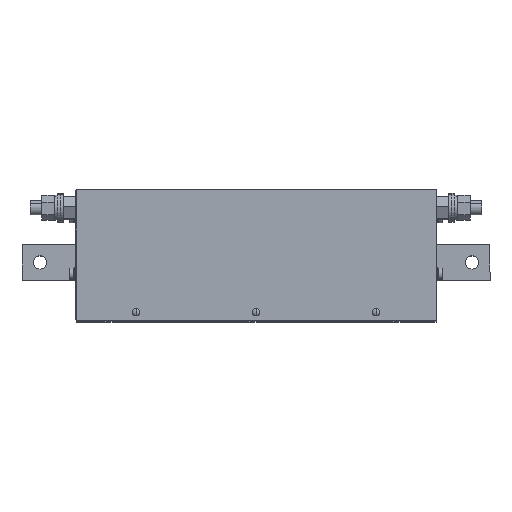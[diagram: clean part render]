
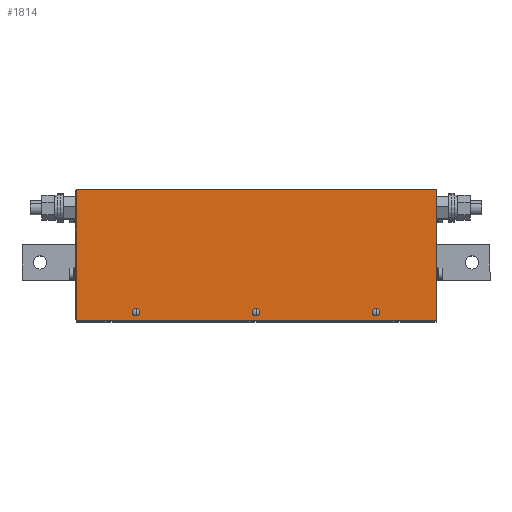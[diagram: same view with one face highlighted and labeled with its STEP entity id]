
A CAD part, top view. The second image highlights one B-rep face of the part: STEP entity #1814.
In plain terms, the highlighted planar face has unit normal (0, 0, 1).
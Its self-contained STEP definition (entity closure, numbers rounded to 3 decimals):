
#30 = CARTESIAN_POINT ( 'NONE',  ( 0., 7., 105. ) ) ;
#95 = FACE_OUTER_BOUND ( 'NONE', #5961, .T. ) ;
#104 = CARTESIAN_POINT ( 'NONE',  ( 103.15, 7., 105. ) ) ;
#116 = CARTESIAN_POINT ( 'NONE',  ( -3.15, 7., 105. ) ) ;
#179 = LINE ( 'NONE', #8594, #1105 ) ;
#387 = CIRCLE ( 'NONE', #1552, 3.15 ) ;
#435 = EDGE_CURVE ( 'NONE', #1338, #3579, #387, .T. ) ;
#439 = LINE ( 'NONE', #1169, #4863 ) ;
#500 = DIRECTION ( 'NONE',  ( 0., 1., 0. ) ) ;
#557 = DIRECTION ( 'NONE',  ( 0., 0., 1. ) ) ;
#638 = AXIS2_PLACEMENT_3D ( 'NONE', #7640, #557, #695 ) ;
#695 = DIRECTION ( 'NONE',  ( 0., 1., 0. ) ) ;
#756 = DIRECTION ( 'NONE',  ( 0., 1., 0. ) ) ;
#820 = PLANE ( 'NONE',  #5529 ) ;
#842 = EDGE_CURVE ( 'NONE', #8608, #3450, #1426, .T. ) ;
#861 = FACE_BOUND ( 'NONE', #3491, .T. ) ;
#904 = FACE_BOUND ( 'NONE', #3812, .T. ) ;
#969 = CIRCLE ( 'NONE', #6087, 3.15 ) ;
#1085 = EDGE_LOOP ( 'NONE', ( #3172, #4690 ) ) ;
#1104 = CARTESIAN_POINT ( 'NONE',  ( 150., 0., 105. ) ) ;
#1105 = VECTOR ( 'NONE', #1470, 1000. ) ;
#1169 = CARTESIAN_POINT ( 'NONE',  ( 150., 0., 105. ) ) ;
#1338 = VERTEX_POINT ( 'NONE', #116 ) ;
#1376 = DIRECTION ( 'NONE',  ( 0., 0., 1. ) ) ;
#1426 = CIRCLE ( 'NONE', #7107, 3.15 ) ;
#1470 = DIRECTION ( 'NONE',  ( 0., -1., 0. ) ) ;
#1552 = AXIS2_PLACEMENT_3D ( 'NONE', #4941, #5496, #9040 ) ;
#1810 = VERTEX_POINT ( 'NONE', #7224 ) ;
#1814 = ADVANCED_FACE ( 'NONE', ( #904, #861, #6363, #95 ), #820, .F. ) ;
#2824 = CIRCLE ( 'NONE', #638, 3.15 ) ;
#2850 = AXIS2_PLACEMENT_3D ( 'NONE', #7630, #1376, #6863 ) ;
#2887 = CARTESIAN_POINT ( 'NONE',  ( 150., 109., 105. ) ) ;
#2916 = DIRECTION ( 'NONE',  ( -1., 0., 0. ) ) ;
#3001 = CIRCLE ( 'NONE', #4303, 3.15 ) ;
#3172 = ORIENTED_EDGE ( 'NONE', *, *, #6684, .F. ) ;
#3362 = LINE ( 'NONE', #8339, #4131 ) ;
#3392 = ORIENTED_EDGE ( 'NONE', *, *, #5423, .F. ) ;
#3450 = VERTEX_POINT ( 'NONE', #6461 ) ;
#3458 = VECTOR ( 'NONE', #2916, 1000. ) ;
#3471 = LINE ( 'NONE', #7753, #3458 ) ;
#3491 = EDGE_LOOP ( 'NONE', ( #6728, #6153 ) ) ;
#3544 = EDGE_CURVE ( 'NONE', #5549, #8821, #439, .T. ) ;
#3579 = VERTEX_POINT ( 'NONE', #4550 ) ;
#3632 = EDGE_CURVE ( 'NONE', #6144, #8821, #3362, .T. ) ;
#3653 = DIRECTION ( 'NONE',  ( 0., 1., 0. ) ) ;
#3812 = EDGE_LOOP ( 'NONE', ( #8732, #6211 ) ) ;
#4111 = EDGE_CURVE ( 'NONE', #1810, #4515, #2824, .T. ) ;
#4131 = VECTOR ( 'NONE', #5559, 1000. ) ;
#4303 = AXIS2_PLACEMENT_3D ( 'NONE', #5223, #7960, #8010 ) ;
#4515 = VERTEX_POINT ( 'NONE', #6939 ) ;
#4534 = ORIENTED_EDGE ( 'NONE', *, *, #3544, .F. ) ;
#4550 = CARTESIAN_POINT ( 'NONE',  ( 3.15, 7., 105. ) ) ;
#4690 = ORIENTED_EDGE ( 'NONE', *, *, #435, .F. ) ;
#4846 = CARTESIAN_POINT ( 'NONE',  ( 100., 7., 105. ) ) ;
#4863 = VECTOR ( 'NONE', #6011, 1000. ) ;
#4941 = CARTESIAN_POINT ( 'NONE',  ( 0., 7., 105. ) ) ;
#5223 = CARTESIAN_POINT ( 'NONE',  ( -100., 7., 105. ) ) ;
#5423 = EDGE_CURVE ( 'NONE', #6974, #5549, #179, .T. ) ;
#5496 = DIRECTION ( 'NONE',  ( 0., 0., 1. ) ) ;
#5523 = EDGE_CURVE ( 'NONE', #4515, #1810, #3001, .T. ) ;
#5529 = AXIS2_PLACEMENT_3D ( 'NONE', #2887, #5806, #3653 ) ;
#5549 = VERTEX_POINT ( 'NONE', #1104 ) ;
#5559 = DIRECTION ( 'NONE',  ( 0., -1., 0. ) ) ;
#5574 = DIRECTION ( 'NONE',  ( 0., 0., 1. ) ) ;
#5719 = EDGE_CURVE ( 'NONE', #3450, #8608, #6795, .T. ) ;
#5806 = DIRECTION ( 'NONE',  ( 0., 0., -1. ) ) ;
#5905 = ORIENTED_EDGE ( 'NONE', *, *, #6591, .T. ) ;
#5961 = EDGE_LOOP ( 'NONE', ( #8261, #4534, #3392, #5905 ) ) ;
#6011 = DIRECTION ( 'NONE',  ( -1., 0., 0. ) ) ;
#6087 = AXIS2_PLACEMENT_3D ( 'NONE', #30, #5574, #756 ) ;
#6144 = VERTEX_POINT ( 'NONE', #7582 ) ;
#6153 = ORIENTED_EDGE ( 'NONE', *, *, #5719, .F. ) ;
#6211 = ORIENTED_EDGE ( 'NONE', *, *, #5523, .F. ) ;
#6363 = FACE_BOUND ( 'NONE', #1085, .T. ) ;
#6461 = CARTESIAN_POINT ( 'NONE',  ( 96.85, 7., 105. ) ) ;
#6591 = EDGE_CURVE ( 'NONE', #6974, #6144, #3471, .T. ) ;
#6684 = EDGE_CURVE ( 'NONE', #3579, #1338, #969, .T. ) ;
#6728 = ORIENTED_EDGE ( 'NONE', *, *, #842, .F. ) ;
#6758 = DIRECTION ( 'NONE',  ( 0., 0., 1. ) ) ;
#6795 = CIRCLE ( 'NONE', #2850, 3.15 ) ;
#6863 = DIRECTION ( 'NONE',  ( 0., 1., 0. ) ) ;
#6939 = CARTESIAN_POINT ( 'NONE',  ( -103.15, 7., 105. ) ) ;
#6974 = VERTEX_POINT ( 'NONE', #8890 ) ;
#7107 = AXIS2_PLACEMENT_3D ( 'NONE', #4846, #6758, #500 ) ;
#7224 = CARTESIAN_POINT ( 'NONE',  ( -96.85, 7., 105. ) ) ;
#7499 = CARTESIAN_POINT ( 'NONE',  ( -150., 0., 105. ) ) ;
#7582 = CARTESIAN_POINT ( 'NONE',  ( -150., 109., 105. ) ) ;
#7630 = CARTESIAN_POINT ( 'NONE',  ( 100., 7., 105. ) ) ;
#7640 = CARTESIAN_POINT ( 'NONE',  ( -100., 7., 105. ) ) ;
#7753 = CARTESIAN_POINT ( 'NONE',  ( 150., 109., 105. ) ) ;
#7960 = DIRECTION ( 'NONE',  ( 0., 0., 1. ) ) ;
#8010 = DIRECTION ( 'NONE',  ( 0., 1., 0. ) ) ;
#8261 = ORIENTED_EDGE ( 'NONE', *, *, #3632, .T. ) ;
#8339 = CARTESIAN_POINT ( 'NONE',  ( -150., 109., 105. ) ) ;
#8594 = CARTESIAN_POINT ( 'NONE',  ( 150., 109., 105. ) ) ;
#8608 = VERTEX_POINT ( 'NONE', #104 ) ;
#8732 = ORIENTED_EDGE ( 'NONE', *, *, #4111, .F. ) ;
#8821 = VERTEX_POINT ( 'NONE', #7499 ) ;
#8890 = CARTESIAN_POINT ( 'NONE',  ( 150., 109., 105. ) ) ;
#9040 = DIRECTION ( 'NONE',  ( 0., 1., 0. ) ) ;
